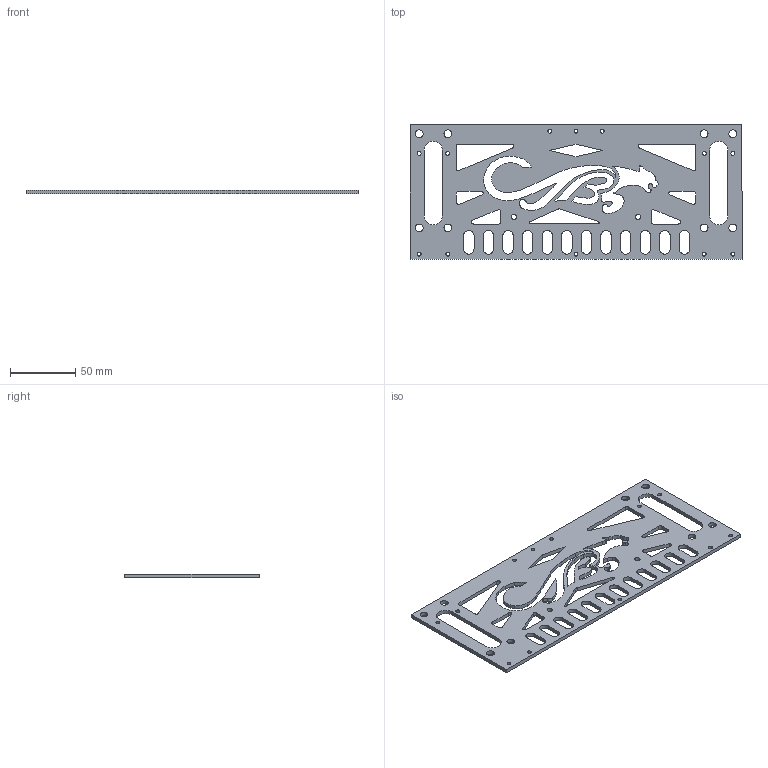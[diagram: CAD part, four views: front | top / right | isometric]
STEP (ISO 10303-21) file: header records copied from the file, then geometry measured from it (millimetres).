
FILE_DESCRIPTION (( 'STEP AP203' ), '1' );
FILE_NAME ('守护兽强挡板短x1-碳板.STEP', '2024-11-05T11:24:51', ( '' ), ( '' ), 'SwSTEP 2.0', 'SolidWorks 2020', '' );
FILE_SCHEMA (( 'CONFIG_CONTROL_DESIGN' ));
Length unit declared in the file: millimetre
Products named in the file (1): 守护兽强挡板短x1-碳板
Bounding box: 254 x 103 x 3 mm (x, y, z)
Volume: 54685.5 mm3; surface area: 46217.6 mm2
Topology: 1 solids, 1 shells, 275 faces, 819 edges, 546 vertices
Faces by surface type: bspline 113, cylinder 98, plane 64
Entity records: 10210 total; most frequent: CARTESIAN_POINT 3152, ORIENTED_EDGE 1638, DIRECTION 1113, EDGE_CURVE 819, VERTEX_POINT 546, LINE 395, VECTOR 395, EDGE_LOOP 369
